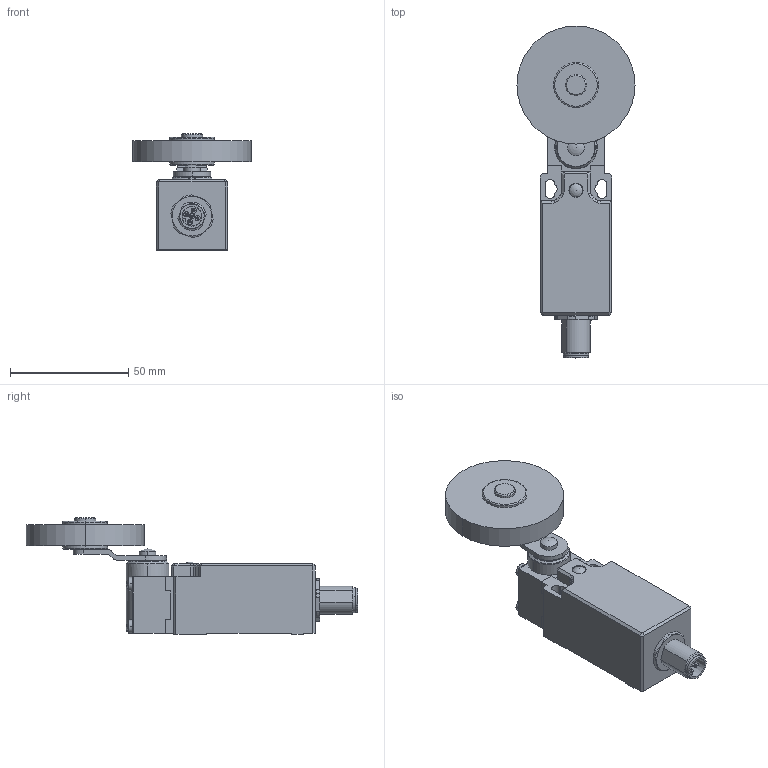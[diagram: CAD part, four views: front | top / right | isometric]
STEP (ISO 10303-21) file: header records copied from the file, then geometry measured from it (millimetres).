
FILE_DESCRIPTION (( 'STEP AP214' ), '1' );
FILE_NAME ('AAP7T42Z11.step', '2019-09-05T21:14:31', ( '' ), ( '' ), 'SwSTEP 2.0', 'SolidWorks 2018', '' );
FILE_SCHEMA (( 'AUTOMOTIVE_DESIGN' ));
Length unit declared in the file: inch
Products named in the file (1): AAP7T42Z11
Bounding box: 50 x 140.6 x 49.5 mm (x, y, z)
Volume: 85729.4 mm3; surface area: 22895 mm2
Topology: 4 solids, 4 shells, 344 faces, 836 edges, 530 vertices
Faces by surface type: plane 151, cylinder 131, cone 29, torus 23, sphere 10
Entity records: 14784 total; most frequent: CARTESIAN_POINT 2078, DIRECTION 1786, ORIENTED_EDGE 1664, EDGE_CURVE 832, AXIS2_PLACEMENT_3D 679, VERTEX_POINT 528, VECTOR 428, LINE 428
